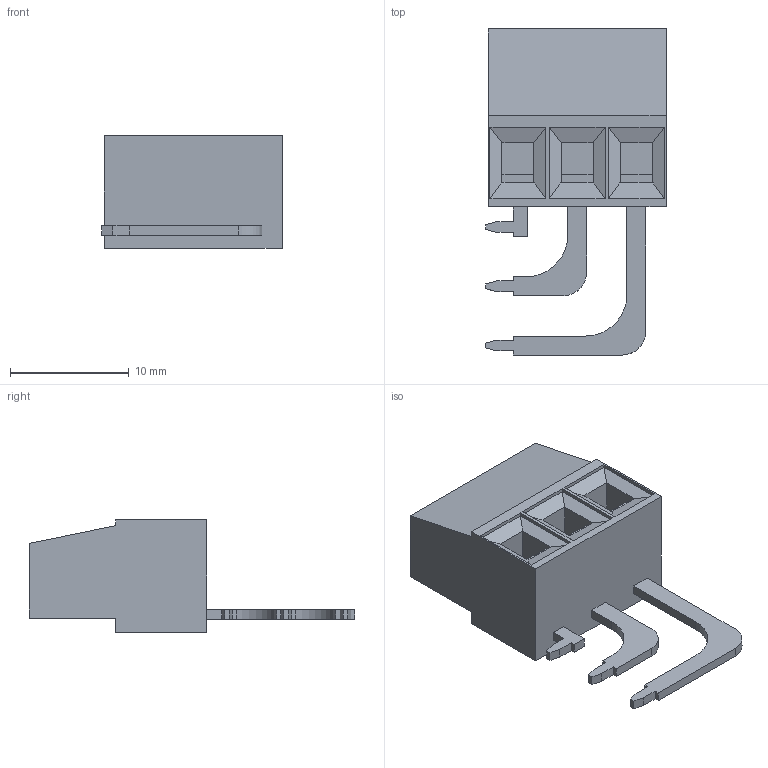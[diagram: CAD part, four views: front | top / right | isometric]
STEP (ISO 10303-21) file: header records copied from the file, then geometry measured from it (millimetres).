
FILE_DESCRIPTION(('STEP AP214'),'1');
FILE_NAME('ML253-5-S-LC.stp','2018-10-31T09:00:34',(' '),(' '),'Spatial InterOp 3D',' ',' ');
FILE_SCHEMA(('automotive_design'));
Length unit declared in the file: metre
Products named in the file (1): 1
Bounding box: 15.2 x 27.5 x 9.5 mm (x, y, z)
Volume: 1681.8 mm3; surface area: 1467.7 mm2
Topology: 1 solids, 1 shells, 138 faces, 363 edges, 236 vertices
Faces by surface type: plane 131, cylinder 7
Full cylindrical faces by diameter (mm): 3.8 x3
Entity records: 5245 total; most frequent: CARTESIAN_POINT 729, ORIENTED_EDGE 714, DIRECTION 658, EDGE_CURVE 357, LINE 334, VECTOR 334, VERTEX_POINT 233, AXIS2_PLACEMENT_3D 162
